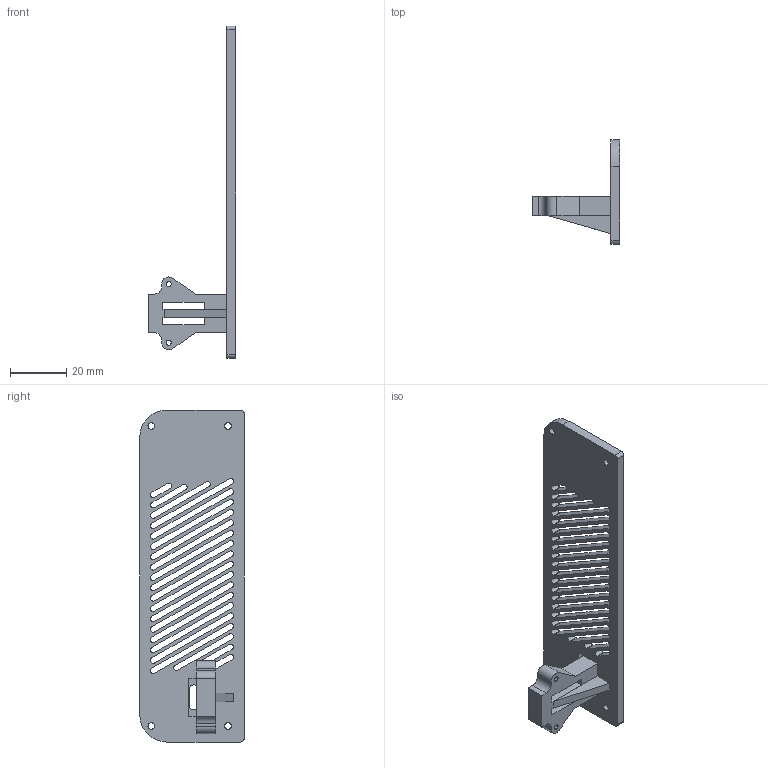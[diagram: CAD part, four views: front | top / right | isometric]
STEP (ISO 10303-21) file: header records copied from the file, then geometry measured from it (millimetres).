
FILE_DESCRIPTION (( 'STEP AP214' ), '1' );
FILE_NAME ('Power Panel.STEP', '2025-09-13T23:56:07', ( '' ), ( '' ), 'SwSTEP 2.0', 'SolidWorks 2025', '' );
FILE_SCHEMA (( 'AUTOMOTIVE_DESIGN' ));
Length unit declared in the file: inch
Products named in the file (1): Power Panel
Bounding box: 31.11 x 37.08 x 118.11 mm (x, y, z)
Volume: 11811.3 mm3; surface area: 13280.1 mm2
Topology: 1 solids, 1 shells, 185 faces, 538 edges, 354 vertices
Faces by surface type: plane 90, cylinder 87, cone 8
Entity records: 6289 total; most frequent: DIRECTION 1092, CARTESIAN_POINT 1078, ORIENTED_EDGE 1076, EDGE_CURVE 538, AXIS2_PLACEMENT_3D 368, LINE 356, VECTOR 356, VERTEX_POINT 354
